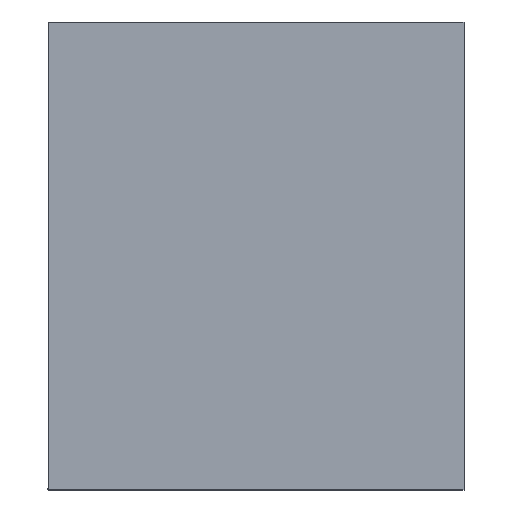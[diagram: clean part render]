
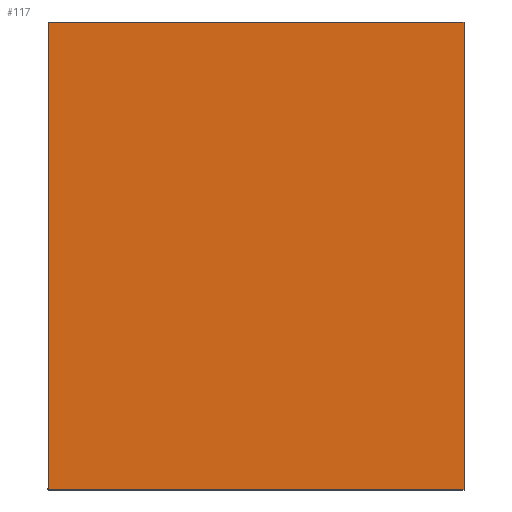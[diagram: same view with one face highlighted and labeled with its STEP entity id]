
A CAD part, left-side view. The second image highlights one B-rep face of the part: STEP entity #117.
In plain terms, the highlighted planar face has unit normal (-1, 0, 0).
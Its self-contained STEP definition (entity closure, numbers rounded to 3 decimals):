
#2 = DIRECTION ( 'NONE',  ( 0., -1., 0. ) ) ;
#22 = ORIENTED_EDGE ( 'NONE', *, *, #450, .F. ) ;
#46 = VERTEX_POINT ( 'NONE', #317 ) ;
#54 = CARTESIAN_POINT ( 'NONE',  ( -3.2, 1.6, 0. ) ) ;
#60 = PLANE ( 'NONE',  #215 ) ;
#88 = VERTEX_POINT ( 'NONE', #505 ) ;
#98 = ORIENTED_EDGE ( 'NONE', *, *, #304, .T. ) ;
#107 = LINE ( 'NONE', #246, #439 ) ;
#116 = EDGE_CURVE ( 'NONE', #88, #419, #386, .T. ) ;
#117 = ADVANCED_FACE ( 'NONE', ( #277 ), #60, .F. ) ;
#161 = VERTEX_POINT ( 'NONE', #655 ) ;
#215 = AXIS2_PLACEMENT_3D ( 'NONE', #288, #448, #235 ) ;
#235 = DIRECTION ( 'NONE',  ( 0., 0., -1. ) ) ;
#246 = CARTESIAN_POINT ( 'NONE',  ( -3.2, 1.6, -1.8 ) ) ;
#276 = CARTESIAN_POINT ( 'NONE',  ( -3.2, 0., -1.8 ) ) ;
#277 = FACE_OUTER_BOUND ( 'NONE', #530, .T. ) ;
#280 = VECTOR ( 'NONE', #459, 1000. ) ;
#288 = CARTESIAN_POINT ( 'NONE',  ( -3.2, 1.6, -1.8 ) ) ;
#296 = VECTOR ( 'NONE', #333, 1000. ) ;
#304 = EDGE_CURVE ( 'NONE', #419, #46, #326, .T. ) ;
#317 = CARTESIAN_POINT ( 'NONE',  ( -3.2, 0., 0. ) ) ;
#326 = LINE ( 'NONE', #276, #280 ) ;
#333 = DIRECTION ( 'NONE',  ( 0., -1., 0. ) ) ;
#337 = ORIENTED_EDGE ( 'NONE', *, *, #377, .F. ) ;
#377 = EDGE_CURVE ( 'NONE', #161, #46, #620, .T. ) ;
#386 = LINE ( 'NONE', #614, #599 ) ;
#419 = VERTEX_POINT ( 'NONE', #443 ) ;
#439 = VECTOR ( 'NONE', #481, 1000. ) ;
#443 = CARTESIAN_POINT ( 'NONE',  ( -3.2, 0., -1.8 ) ) ;
#448 = DIRECTION ( 'NONE',  ( 1., 0., 0. ) ) ;
#450 = EDGE_CURVE ( 'NONE', #88, #161, #107, .T. ) ;
#459 = DIRECTION ( 'NONE',  ( 0., 0., 1. ) ) ;
#481 = DIRECTION ( 'NONE',  ( 0., 0., 1. ) ) ;
#505 = CARTESIAN_POINT ( 'NONE',  ( -3.2, 1.6, -1.8 ) ) ;
#530 = EDGE_LOOP ( 'NONE', ( #98, #337, #22, #641 ) ) ;
#599 = VECTOR ( 'NONE', #2, 1000. ) ;
#614 = CARTESIAN_POINT ( 'NONE',  ( -3.2, 1.6, -1.8 ) ) ;
#620 = LINE ( 'NONE', #54, #296 ) ;
#641 = ORIENTED_EDGE ( 'NONE', *, *, #116, .T. ) ;
#655 = CARTESIAN_POINT ( 'NONE',  ( -3.2, 1.6, 0. ) ) ;
